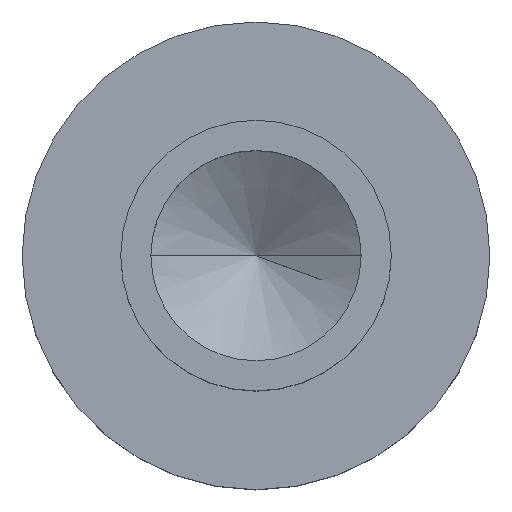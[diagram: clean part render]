
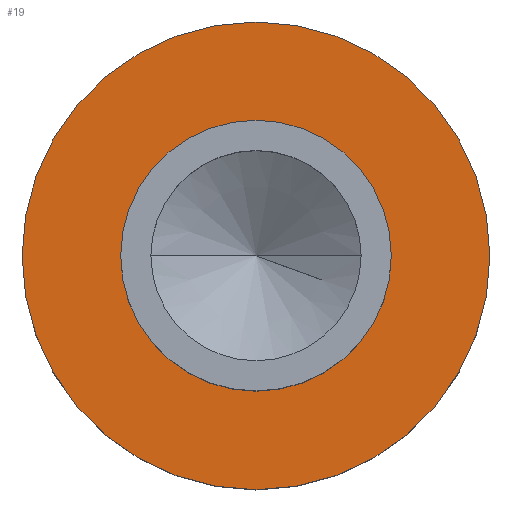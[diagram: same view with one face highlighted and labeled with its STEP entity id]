
A CAD part, top view. The second image highlights one B-rep face of the part: STEP entity #19.
In plain terms, the highlighted planar face has unit normal (0, 0, 1).
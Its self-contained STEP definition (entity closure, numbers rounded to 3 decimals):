
#6 = EDGE_CURVE ( 'NONE', #384, #38, #63, .T. ) ;
#10 = CARTESIAN_POINT ( 'NONE',  ( 0., 0., -0.58 ) ) ;
#14 = EDGE_LOOP ( 'NONE', ( #305, #68 ) ) ;
#19 = ADVANCED_FACE ( 'NONE', ( #113, #218 ), #83, .F. ) ;
#38 = VERTEX_POINT ( 'NONE', #164 ) ;
#40 = DIRECTION ( 'NONE',  ( 1., 0., 0. ) ) ;
#54 = ORIENTED_EDGE ( 'NONE', *, *, #168, .F. ) ;
#63 = CIRCLE ( 'NONE', #334, 0.89 ) ;
#68 = ORIENTED_EDGE ( 'NONE', *, *, #6, .T. ) ;
#77 = DIRECTION ( 'NONE',  ( 0., 0., 1. ) ) ;
#83 = PLANE ( 'NONE',  #125 ) ;
#113 = FACE_BOUND ( 'NONE', #320, .T. ) ;
#125 = AXIS2_PLACEMENT_3D ( 'NONE', #335, #372, #150 ) ;
#129 = DIRECTION ( 'NONE',  ( 0., 0., 1. ) ) ;
#150 = DIRECTION ( 'NONE',  ( -1., 0., 0. ) ) ;
#162 = DIRECTION ( 'NONE',  ( 0., 0., 1. ) ) ;
#163 = AXIS2_PLACEMENT_3D ( 'NONE', #449, #394, #207 ) ;
#164 = CARTESIAN_POINT ( 'NONE',  ( 0.89, 0., -0.58 ) ) ;
#167 = CARTESIAN_POINT ( 'NONE',  ( 0., 0., -0.58 ) ) ;
#168 = EDGE_CURVE ( 'NONE', #254, #179, #181, .T. ) ;
#179 = VERTEX_POINT ( 'NONE', #262 ) ;
#181 = CIRCLE ( 'NONE', #435, 0.515 ) ;
#207 = DIRECTION ( 'NONE',  ( 1., 0., 0. ) ) ;
#218 = FACE_OUTER_BOUND ( 'NONE', #14, .T. ) ;
#223 = DIRECTION ( 'NONE',  ( 1., 0., 0. ) ) ;
#246 = CARTESIAN_POINT ( 'NONE',  ( 0.515, 0., -0.58 ) ) ;
#254 = VERTEX_POINT ( 'NONE', #246 ) ;
#262 = CARTESIAN_POINT ( 'NONE',  ( -0.515, 0., -0.58 ) ) ;
#272 = DIRECTION ( 'NONE',  ( 1., 0., 0. ) ) ;
#281 = CIRCLE ( 'NONE', #425, 0.89 ) ;
#305 = ORIENTED_EDGE ( 'NONE', *, *, #376, .T. ) ;
#320 = EDGE_LOOP ( 'NONE', ( #54, #451 ) ) ;
#334 = AXIS2_PLACEMENT_3D ( 'NONE', #10, #77, #223 ) ;
#335 = CARTESIAN_POINT ( 'NONE',  ( 0.89, 0., -0.58 ) ) ;
#352 = EDGE_CURVE ( 'NONE', #179, #254, #448, .T. ) ;
#372 = DIRECTION ( 'NONE',  ( 0., 0., -1. ) ) ;
#376 = EDGE_CURVE ( 'NONE', #38, #384, #281, .T. ) ;
#380 = CARTESIAN_POINT ( 'NONE',  ( 0., 0., -0.58 ) ) ;
#384 = VERTEX_POINT ( 'NONE', #432 ) ;
#394 = DIRECTION ( 'NONE',  ( 0., 0., 1. ) ) ;
#425 = AXIS2_PLACEMENT_3D ( 'NONE', #167, #129, #272 ) ;
#432 = CARTESIAN_POINT ( 'NONE',  ( -0.89, 0., -0.58 ) ) ;
#435 = AXIS2_PLACEMENT_3D ( 'NONE', #380, #162, #40 ) ;
#448 = CIRCLE ( 'NONE', #163, 0.515 ) ;
#449 = CARTESIAN_POINT ( 'NONE',  ( 0., 0., -0.58 ) ) ;
#451 = ORIENTED_EDGE ( 'NONE', *, *, #352, .F. ) ;
